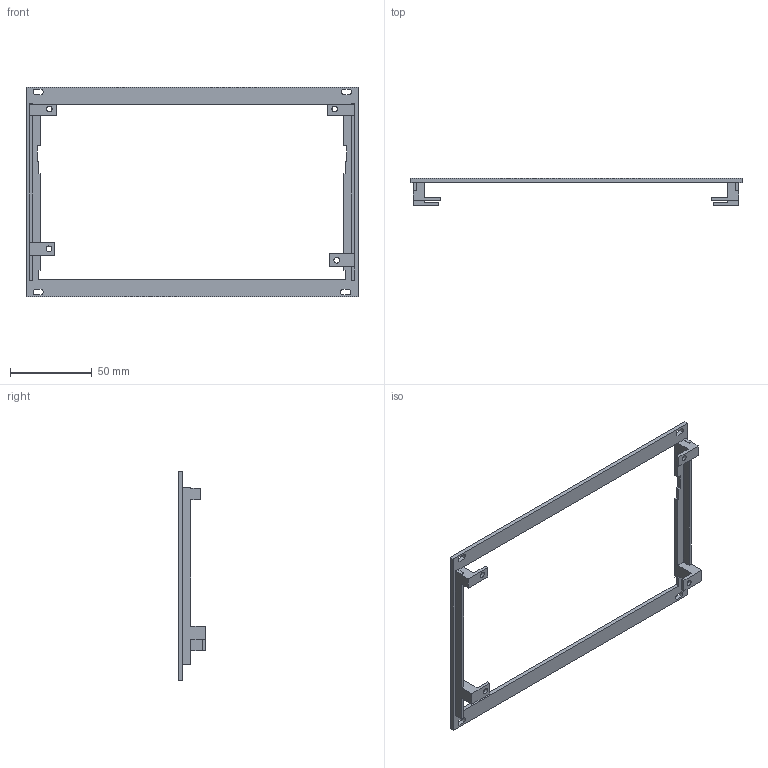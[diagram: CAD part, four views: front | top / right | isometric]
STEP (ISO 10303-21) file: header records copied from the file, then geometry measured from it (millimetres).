
FILE_DESCRIPTION(/* description */ (''),/* implementation_level */ '2;1');
FILE_NAME(/* name */ 'Eurorack Volca.step',/* time_stamp */ '2017-11-23T13:36:27+01:00',/* author */ ('accountsSHS3Q'),/* organization */ (''),/* preprocessor_version */ 'ST-DEVELOPER v16.13',/* originating_system */ 'Autodesk Translation Framework v6.5.0.72',/* authorisation */ '');
FILE_SCHEMA (('AUTOMOTIVE_DESIGN { 1 0 10303 214 3 1 1 }'));
Length unit declared in the file: millimetre
Products named in the file (1): Eurorack Volca
Bounding box: 203 x 16.5 x 128.4 mm (x, y, z)
Volume: 19865.9 mm3; surface area: 19270.5 mm2
Topology: 1 solids, 1 shells, 86 faces, 264 edges, 180 vertices
Faces by surface type: plane 74, cylinder 12
Full cylindrical faces by diameter (mm): 3.5 x4
Entity records: 3005 total; most frequent: CARTESIAN_POINT 531, ORIENTED_EDGE 528, DIRECTION 470, EDGE_CURVE 264, LINE 232, VECTOR 232, VERTEX_POINT 180, AXIS2_PLACEMENT_3D 119
